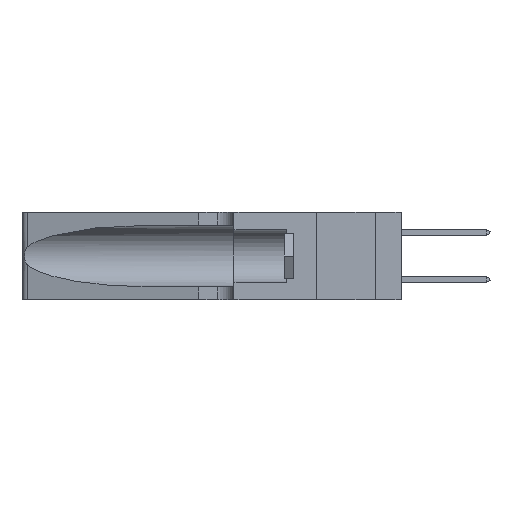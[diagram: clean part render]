
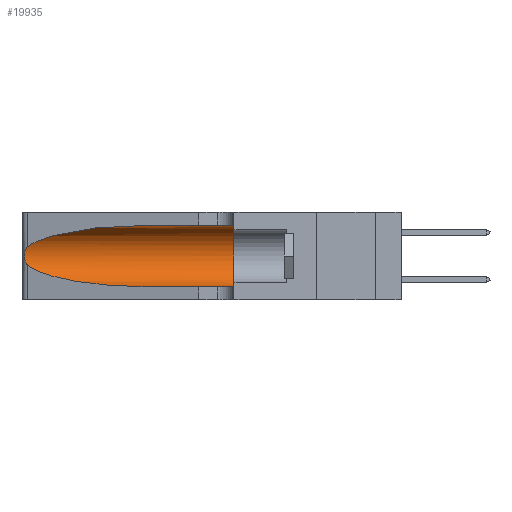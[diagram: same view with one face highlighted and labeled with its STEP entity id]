
A CAD part, left-side view. The second image highlights one B-rep face of the part: STEP entity #19935.
In plain terms, the highlighted cylindrical face has radius 3.308 mm (diameter 6.617 mm), a partial arc.
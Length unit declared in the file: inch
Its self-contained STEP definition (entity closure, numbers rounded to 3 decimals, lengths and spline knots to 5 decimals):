
#187 = CARTESIAN_POINT ( 'NONE',  ( 0.1305, 1.61858, 0.31525 ) ) ;
#260 = EDGE_LOOP ( 'NONE', ( #12438, #19659, #11239, #4779, #6746, #1556 ) ) ;
#1556 = ORIENTED_EDGE ( 'NONE', *, *, #6752, .F. ) ;
#2501 = EDGE_CURVE ( 'NONE', #15805, #4011, #12105, .T. ) ;
#2723 = DIRECTION ( 'NONE',  ( 0., 1., 0. ) ) ;
#2769 = CARTESIAN_POINT ( 'NONE',  ( 0.25555, 1.22993, 0.14849 ) ) ;
#2783 = CIRCLE ( 'NONE', #15629, 0.13025 ) ;
#3595 = CARTESIAN_POINT ( 'NONE',  ( 0.18966, 0.96281, 0.31525 ) ) ;
#4011 = VERTEX_POINT ( 'NONE', #4864 ) ;
#4088 = EDGE_CURVE ( 'NONE', #17843, #9965, #10177, .T. ) ;
#4139 = EDGE_CURVE ( 'NONE', #4011, #4572, #8323, .T. ) ;
#4572 = VERTEX_POINT ( 'NONE', #8759 ) ;
#4779 = ORIENTED_EDGE ( 'NONE', *, *, #4088, .T. ) ;
#4864 = CARTESIAN_POINT ( 'NONE',  ( 0.25487, 1.22718, 0.22369 ) ) ;
#5699 = CARTESIAN_POINT ( 'NONE',  ( 0.25487, 1.22718, 0.22369 ) ) ;
#5978 = DIRECTION ( 'NONE',  ( 0., 0., -1. ) ) ;
#6005 = CARTESIAN_POINT ( 'NONE',  ( 0.1305, 0.35, 0.185 ) ) ;
#6246 = LINE ( 'NONE', #187, #17980 ) ;
#6746 = ORIENTED_EDGE ( 'NONE', *, *, #19307, .F. ) ;
#6752 = EDGE_CURVE ( 'NONE', #15805, #6776, #6246, .T. ) ;
#6776 = VERTEX_POINT ( 'NONE', #13000 ) ;
#6802 = CARTESIAN_POINT ( 'NONE',  ( 0.1305, 0.72297, 0.31525 ) ) ;
#7101 = CARTESIAN_POINT ( 'NONE',  ( 0.2373, 1.15595, 0.28018 ) ) ;
#7461 = CARTESIAN_POINT ( 'NONE',  ( 0.25854, 1.2359, 0.20912 ) ) ;
#8323 = B_SPLINE_CURVE_WITH_KNOTS ( 'NONE', 3,
 ( #5699, #20337, #12387, #17352, #7461, #15742, #14028, #18994, #17278, #12540, #20471, #17203, #2769, #15812 ),
 .UNSPECIFIED., .F., .F.,
 ( 4, 2, 2, 2, 2, 2, 4 ),
 ( 0., 0.00027, 0.00053, 0.00107, 0.0016, 0.00187, 0.00214 ),
 .UNSPECIFIED. ) ;
#8739 = CARTESIAN_POINT ( 'NONE',  ( 0.1305, 1.61858, 0.05475 ) ) ;
#8759 = CARTESIAN_POINT ( 'NONE',  ( 0.25487, 1.22718, 0.14631 ) ) ;
#8810 = DIRECTION ( 'NONE',  ( 0., -1., 0. ) ) ;
#8985 = DIRECTION ( 'NONE',  ( 0., 0., 1. ) ) ;
#9965 = VERTEX_POINT ( 'NONE', #12502 ) ;
#10177 = LINE ( 'NONE', #8739, #16553 ) ;
#10632 = CARTESIAN_POINT ( 'NONE',  ( 0.2373, 1.15595, 0.08982 ) ) ;
#10736 = DIRECTION ( 'NONE',  ( 0., -1., 0. ) ) ;
#11031 = CARTESIAN_POINT ( 'NONE',  ( 0.18966, 0.96281, 0.05475 ) ) ;
#11239 = ORIENTED_EDGE ( 'NONE', *, *, #16084, .T. ) ;
#11421 = CARTESIAN_POINT ( 'NONE',  ( 0.1305, 0.72297, 0.05475 ) ) ;
#11556 = DIRECTION ( 'NONE',  ( 0., -1., 0. ) ) ;
#11679 = CARTESIAN_POINT ( 'NONE',  ( 0.1305, 0.72297, 0.31525 ) ) ;
#12105 =( BOUNDED_CURVE ( )  B_SPLINE_CURVE ( 3, ( #11679, #3595, #7101, #13392 ),
 .UNSPECIFIED., .F., .T. ) 
 B_SPLINE_CURVE_WITH_KNOTS ( ( 4, 4 ),
 ( 1.5708, 2.84003 ),
 .UNSPECIFIED. ) 
 CURVE ( )  GEOMETRIC_REPRESENTATION_ITEM ( )  RATIONAL_B_SPLINE_CURVE ( ( 1., 0.87, 0.87, 1. ) ) 
 REPRESENTATION_ITEM ( '' )  );
#12387 = CARTESIAN_POINT ( 'NONE',  ( 0.25639, 1.23184, 0.21858 ) ) ;
#12438 = ORIENTED_EDGE ( 'NONE', *, *, #2501, .T. ) ;
#12502 = CARTESIAN_POINT ( 'NONE',  ( 0.1305, 0.35, 0.05475 ) ) ;
#12540 = CARTESIAN_POINT ( 'NONE',  ( 0.25856, 1.23593, 0.16098 ) ) ;
#12892 = CYLINDRICAL_SURFACE ( 'NONE', #20717, 0.13025 ) ;
#13000 = CARTESIAN_POINT ( 'NONE',  ( 0.1305, 0.35, 0.31525 ) ) ;
#13392 = CARTESIAN_POINT ( 'NONE',  ( 0.25487, 1.22718, 0.22369 ) ) ;
#14028 = CARTESIAN_POINT ( 'NONE',  ( 0.26075, 1.23896, 0.19203 ) ) ;
#15629 = AXIS2_PLACEMENT_3D ( 'NONE', #6005, #2723, #8985 ) ;
#15742 = CARTESIAN_POINT ( 'NONE',  ( 0.26018, 1.23835, 0.19895 ) ) ;
#15805 = VERTEX_POINT ( 'NONE', #6802 ) ;
#15812 = CARTESIAN_POINT ( 'NONE',  ( 0.25487, 1.22718, 0.14631 ) ) ;
#16084 = EDGE_CURVE ( 'NONE', #4572, #17843, #20842, .T. ) ;
#16553 = VECTOR ( 'NONE', #8810, 39.37008 ) ;
#16675 = FACE_OUTER_BOUND ( 'NONE', #260, .T. ) ;
#17203 = CARTESIAN_POINT ( 'NONE',  ( 0.25639, 1.23186, 0.15144 ) ) ;
#17278 = CARTESIAN_POINT ( 'NONE',  ( 0.26017, 1.23833, 0.17102 ) ) ;
#17352 = CARTESIAN_POINT ( 'NONE',  ( 0.25787, 1.23484, 0.2124 ) ) ;
#17843 = VERTEX_POINT ( 'NONE', #11421 ) ;
#17980 = VECTOR ( 'NONE', #11556, 39.37008 ) ;
#18994 = CARTESIAN_POINT ( 'NONE',  ( 0.26075, 1.23896, 0.178 ) ) ;
#19137 = CARTESIAN_POINT ( 'NONE',  ( 0.1305, 1.61858, 0.185 ) ) ;
#19307 = EDGE_CURVE ( 'NONE', #6776, #9965, #2783, .T. ) ;
#19566 = CARTESIAN_POINT ( 'NONE',  ( 0.25487, 1.22718, 0.14631 ) ) ;
#19659 = ORIENTED_EDGE ( 'NONE', *, *, #4139, .T. ) ;
#19768 = CARTESIAN_POINT ( 'NONE',  ( 0.1305, 0.72297, 0.05475 ) ) ;
#19935 = ADVANCED_FACE ( 'NONE', ( #16675 ), #12892, .F. ) ;
#20337 = CARTESIAN_POINT ( 'NONE',  ( 0.25555, 1.22994, 0.2215 ) ) ;
#20471 = CARTESIAN_POINT ( 'NONE',  ( 0.25789, 1.23486, 0.15765 ) ) ;
#20717 = AXIS2_PLACEMENT_3D ( 'NONE', #19137, #10736, #5978 ) ;
#20842 =( BOUNDED_CURVE ( )  B_SPLINE_CURVE ( 3, ( #19566, #10632, #11031, #19768 ),
 .UNSPECIFIED., .F., .F. ) 
 B_SPLINE_CURVE_WITH_KNOTS ( ( 4, 4 ),
 ( 3.44316, 4.71239 ),
 .UNSPECIFIED. ) 
 CURVE ( )  GEOMETRIC_REPRESENTATION_ITEM ( )  RATIONAL_B_SPLINE_CURVE ( ( 1., 0.87, 0.87, 1. ) ) 
 REPRESENTATION_ITEM ( '' )  );
